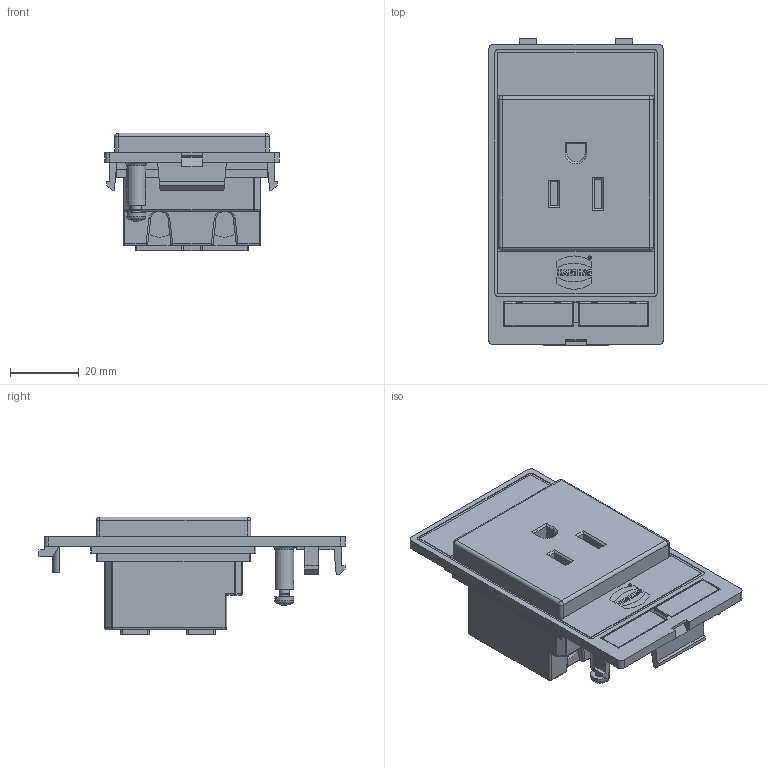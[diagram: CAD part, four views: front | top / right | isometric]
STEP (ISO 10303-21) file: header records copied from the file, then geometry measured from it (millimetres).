
FILE_DESCRIPTION(/* description */ (''),/* implementation_level */ '2;1');
FILE_NAME(/* name */ '100628229ugm000_b.stp',/* time_stamp */ '2016-06-21T10:19:28+02:00',/* author */ (''),/* organization */ (''),/* preprocessor_version */ 'ST-DEVELOPER v16',/* originating_system */ 'SIEMENS PLM Software NX 10.0',/* authorisation */ '');
FILE_SCHEMA (('AUTOMOTIVE_DESIGN { 1 0 10303 214 3 1 1 1 }'));
Length unit declared in the file: millimetre
Products named in the file (1): 100628229ugm000_b
Bounding box: 50.7 x 89 x 34.2 mm (x, y, z)
Volume: 60954.4 mm3; surface area: 21004.1 mm2
Topology: 1 solids, 2 shells, 618 faces, 1603 edges, 990 vertices
Faces by surface type: plane 330, cylinder 156, sphere 49, bspline 36, torus 29, cone 18
Full cylindrical faces by diameter (mm): 2.4 x1, 2.729 x1, 3 x1, 3.2 x7, 5 x6
Entity records: 24112 total; most frequent: CARTESIAN_POINT 5069, ORIENTED_EDGE 3080, DIRECTION 2939, EDGE_CURVE 1540, LINE 999, VECTOR 999, VERTEX_POINT 986, AXIS2_PLACEMENT_3D 970
